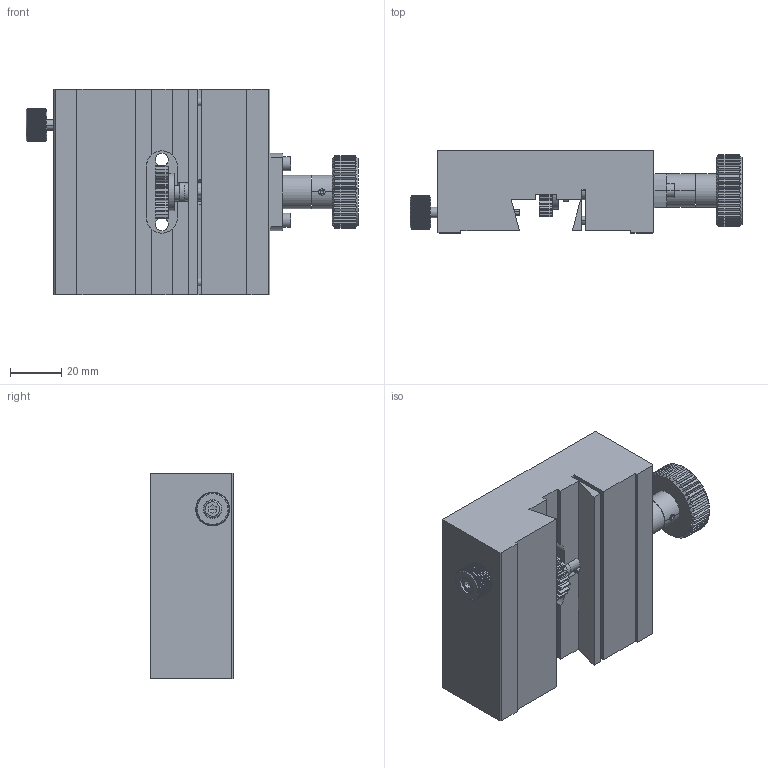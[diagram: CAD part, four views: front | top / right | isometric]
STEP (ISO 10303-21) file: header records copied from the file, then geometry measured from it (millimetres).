
FILE_DESCRIPTION (( 'STEP AP203' ), '1' );
FILE_NAME ('01PCR-2M.STEP', '2016-12-08T03:51:39', ( '' ), ( '' ), 'SwSTEP 2.0', 'SolidWorks 2016', '' );
FILE_SCHEMA (( 'CONFIG_CONTROL_DESIGN' ));
Length unit declared in the file: millimetre
Products named in the file (1): 01PCR-2M
Bounding box: 129 x 32 x 80 mm (x, y, z)
Volume: 187715.2 mm3; surface area: 45079.7 mm2
Topology: 22 solids, 22 shells, 1194 faces, 3064 edges, 1887 vertices
Faces by surface type: cylinder 483, plane 356, cone 329, torus 24, bspline 2
Entity records: 37315 total; most frequent: CARTESIAN_POINT 8610, DIRECTION 6064, ORIENTED_EDGE 6000, EDGE_CURVE 3000, AXIS2_PLACEMENT_3D 2351, VERTEX_POINT 1887, VECTOR 1362, LINE 1362
